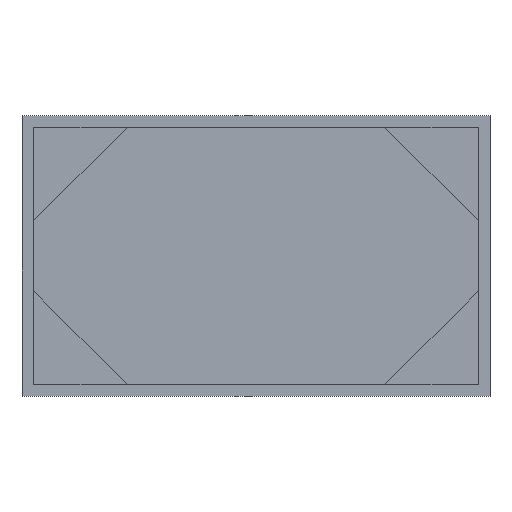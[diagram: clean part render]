
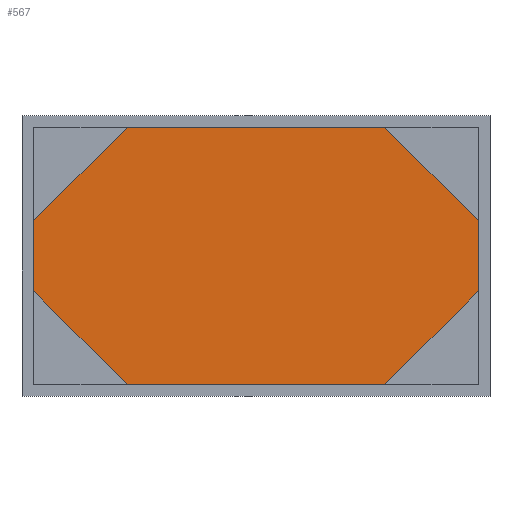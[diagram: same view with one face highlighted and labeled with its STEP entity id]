
A CAD part, top view. The second image highlights one B-rep face of the part: STEP entity #567.
In plain terms, the highlighted planar face has unit normal (0, 0, 1).
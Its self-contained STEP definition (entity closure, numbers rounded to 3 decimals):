
#49=FACE_OUTER_BOUND('',#85,.T.);
#85=EDGE_LOOP('',(#399,#400,#401,#402));
#121=LINE('',#808,#193);
#124=LINE('',#814,#196);
#127=LINE('',#820,#199);
#130=LINE('',#824,#202);
#193=VECTOR('',#660,10.);
#196=VECTOR('',#665,10.);
#199=VECTOR('',#670,10.);
#202=VECTOR('',#675,10.);
#265=VERTEX_POINT('',#805);
#266=VERTEX_POINT('',#807);
#268=VERTEX_POINT('',#813);
#270=VERTEX_POINT('',#819);
#313=EDGE_CURVE('',#266,#265,#121,.T.);
#316=EDGE_CURVE('',#268,#266,#124,.T.);
#319=EDGE_CURVE('',#270,#268,#127,.T.);
#322=EDGE_CURVE('',#265,#270,#130,.T.);
#399=ORIENTED_EDGE('',*,*,#322,.T.);
#400=ORIENTED_EDGE('',*,*,#319,.T.);
#401=ORIENTED_EDGE('',*,*,#316,.T.);
#402=ORIENTED_EDGE('',*,*,#313,.T.);
#531=PLANE('',#622);
#567=ADVANCED_FACE('',(#49),#531,.T.);
#622=AXIS2_PLACEMENT_3D('',#825,#676,#677);
#660=DIRECTION('',(-1.,0.,0.));
#665=DIRECTION('',(0.,1.,0.));
#670=DIRECTION('',(1.,0.,0.));
#675=DIRECTION('',(0.,-1.,0.));
#676=DIRECTION('center_axis',(0.,0.,1.));
#677=DIRECTION('ref_axis',(1.,0.,0.));
#805=CARTESIAN_POINT('',(0.,60.,5.));
#807=CARTESIAN_POINT('',(100.,60.,5.));
#808=CARTESIAN_POINT('',(100.,60.,5.));
#813=CARTESIAN_POINT('',(100.,0.,5.));
#814=CARTESIAN_POINT('',(100.,0.,5.));
#819=CARTESIAN_POINT('',(0.,0.,5.));
#820=CARTESIAN_POINT('',(0.,0.,5.));
#824=CARTESIAN_POINT('',(0.,60.,5.));
#825=CARTESIAN_POINT('Origin',(50.,30.,5.));
